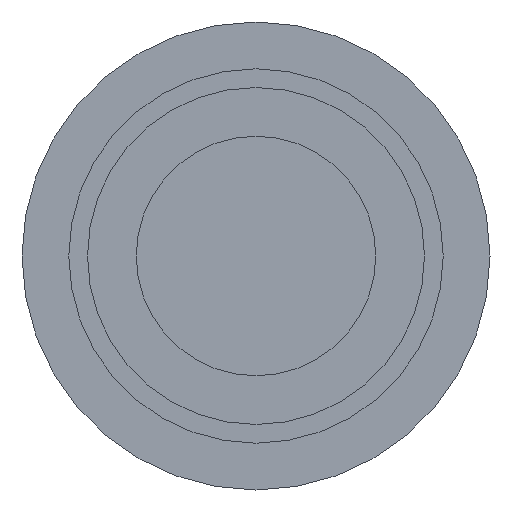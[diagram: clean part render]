
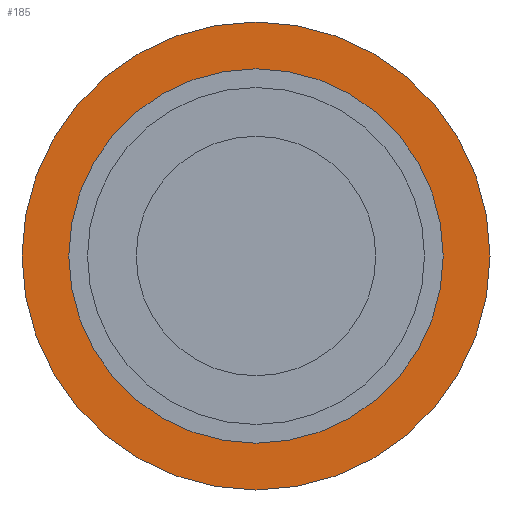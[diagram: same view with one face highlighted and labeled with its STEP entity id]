
A CAD part, left-side view. The second image highlights one B-rep face of the part: STEP entity #185.
In plain terms, the highlighted planar face has unit normal (-1, 0, 0).
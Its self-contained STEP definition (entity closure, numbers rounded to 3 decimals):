
#161=VERTEX_POINT('',#413);
#169=EDGE_CURVE('',#183,#359,#423,.T.);
#183=VERTEX_POINT('',#438);
#185=ADVANCED_FACE('',(#440,#441),#442,.T.);
#255=EDGE_CURVE('',#359,#183,#523,.T.);
#307=EDGE_CURVE('',#161,#355,#583,.T.);
#355=VERTEX_POINT('',#636);
#359=VERTEX_POINT('',#640);
#363=EDGE_CURVE('',#355,#161,#644,.T.);
#413=CARTESIAN_POINT('',(0.,0.,-12.5));
#423=CIRCLE('',#709,10.);
#438=CARTESIAN_POINT('',(0.,0.,10.0));
#440=FACE_BOUND('',#731,.T.);
#441=FACE_OUTER_BOUND('',#732,.T.);
#442=PLANE('',#733);
#523=CIRCLE('',#859,10.);
#583=CIRCLE('',#947,12.5);
#636=CARTESIAN_POINT('',(0.,0.,12.5));
#640=CARTESIAN_POINT('',(0.,0.,-10.));
#644=CIRCLE('',#1019,12.5);
#709=AXIS2_PLACEMENT_3D('',#1089,#1090,#1091);
#731=EDGE_LOOP('',(#1106,#1107));
#732=EDGE_LOOP('',(#1108,#1109));
#733=AXIS2_PLACEMENT_3D('',#1110,#1111,#1112);
#859=AXIS2_PLACEMENT_3D('',#1220,#1221,#1222);
#947=AXIS2_PLACEMENT_3D('',#1295,#1296,#1297);
#1019=AXIS2_PLACEMENT_3D('',#1350,#1351,#1352);
#1089=CARTESIAN_POINT('',(0.,0.,0.));
#1090=DIRECTION('',(-1.0,0.,0.));
#1091=DIRECTION('',(0.,0.,1.0));
#1106=ORIENTED_EDGE('',*,*,#169,.F.);
#1107=ORIENTED_EDGE('',*,*,#255,.F.);
#1108=ORIENTED_EDGE('',*,*,#363,.T.);
#1109=ORIENTED_EDGE('',*,*,#307,.T.);
#1110=CARTESIAN_POINT('',(0.,0.,11.25));
#1111=DIRECTION('',(-1.0,0.,0.));
#1112=DIRECTION('',(0.,0.,-1.0));
#1220=CARTESIAN_POINT('',(0.,0.,0.));
#1221=DIRECTION('',(-1.0,0.,0.));
#1222=DIRECTION('',(0.,0.,1.0));
#1295=CARTESIAN_POINT('',(0.,0.,0.));
#1296=DIRECTION('',(-1.0,0.,0.));
#1297=DIRECTION('',(0.,0.,1.0));
#1350=CARTESIAN_POINT('',(0.,0.,0.));
#1351=DIRECTION('',(-1.0,0.,0.));
#1352=DIRECTION('',(0.,0.,1.0));
